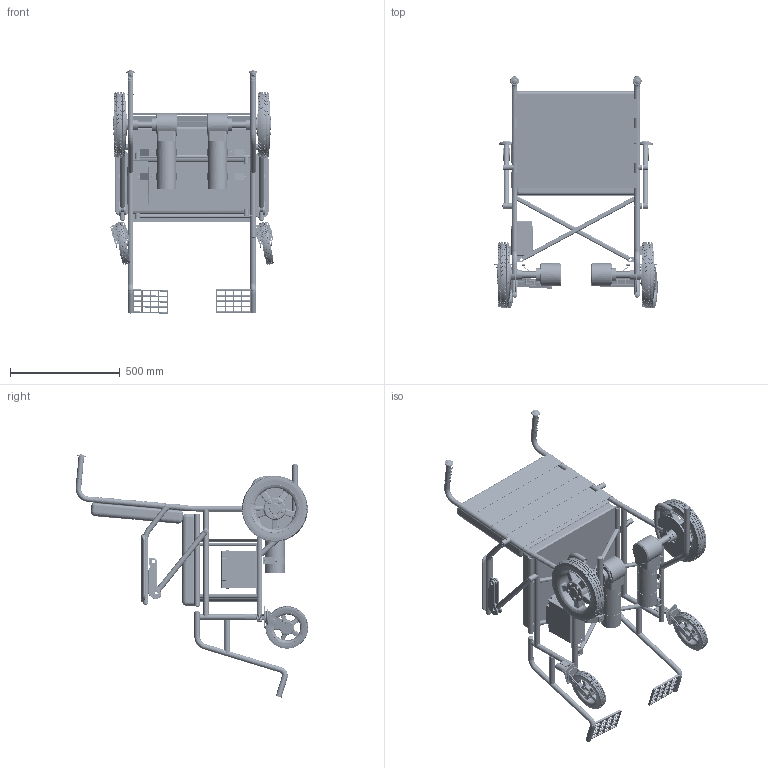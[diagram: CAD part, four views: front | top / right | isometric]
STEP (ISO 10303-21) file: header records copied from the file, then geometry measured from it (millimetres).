
FILE_DESCRIPTION(('FreeCAD Model'),'2;1');
FILE_NAME('Open CASCADE Shape Model','2025-04-29T11:42:02',('FreeCAD'),( 'FreeCAD'),'Open CASCADE STEP processor 7.6','FreeCAD','Unknown');
FILE_SCHEMA(('AUTOMOTIVE_DESIGN { 1 0 10303 214 1 1 1 1 }'));
Products named in the file (1): Open CASCADE STEP translator 7.6 1
Bounding box: 744.71 x 1059.93 x 1109.5 mm (x, y, z)
Volume: 47153247 mm3; surface area: 6468639.9 mm2
Topology: 131 solids, 133 shells, 6849 faces, 18381 edges, 11760 vertices
Faces by surface type: plane 3691, bspline 1526, cylinder 1014, torus 326, cone 254, sphere 38
Full cylindrical faces by diameter (mm): 2.833 x42, 4.917 x4, 6 x10, 6.5 x10, 6.647 x16, 7 x8, 7.4 x4, 7.5 x30, 8 x10, 8.376 x10, 8.583 x22, 9 x4, 10 x10, 10.5 x4, 12.5 x4, 14 x4, 15 x8, 16.067 x5, 17.165 x6, 17.5 x6, 18 x24, 19 x4, 20 x40, 21 x14, 24 x2, 25 x64, 30 x8, 32.5 x2, 33.5 x2, 35.667 x2
Entity records: 250779 total; most frequent: CARTESIAN_POINT 87421, ORIENTED_EDGE 36710, DIRECTION 33275, EDGE_CURVE 18355, AXIS2_PLACEMENT_3D 13776, VERTEX_POINT 11760, FACE_BOUND 7327, EDGE_LOOP 7327
